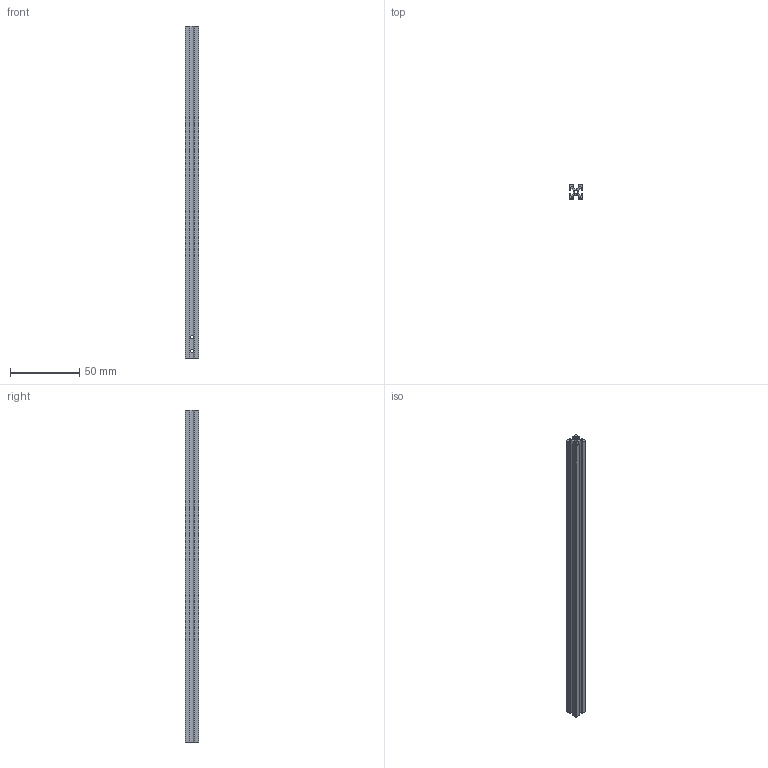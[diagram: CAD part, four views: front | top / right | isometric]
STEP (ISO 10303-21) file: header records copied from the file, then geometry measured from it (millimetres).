
FILE_DESCRIPTION(/* description */ (''),/* implementation_level */ '2;1');
FILE_NAME(/* name */ 'MAKERBEAM_L240_AF0.step',/* time_stamp */ '2023-01-07T19:03:50+01:00',/* author */ (''),/* organization */ (''),/* preprocessor_version */ 'ST-DEVELOPER v19.2',/* originating_system */ 'Autodesk Translation Framework v11.17.0.187',/* authorisation */ '');
FILE_SCHEMA (('AUTOMOTIVE_DESIGN { 1 0 10303 214 3 1 1 }'));
Length unit declared in the file: millimetre
Products named in the file (1): MAKERBEAM_L240_AF0
Bounding box: 10 x 10 x 240 mm (x, y, z)
Volume: 11636.8 mm3; surface area: 20462.2 mm2
Topology: 1 solids, 1 shells, 77 faces, 241 edges, 158 vertices
Faces by surface type: plane 42, cylinder 35
Full cylindrical faces by diameter (mm): 2.5 x7
Entity records: 2845 total; most frequent: DIRECTION 487, ORIENTED_EDGE 482, CARTESIAN_POINT 477, EDGE_CURVE 241, AXIS2_PLACEMENT_3D 168, VERTEX_POINT 158, LINE 151, VECTOR 151
